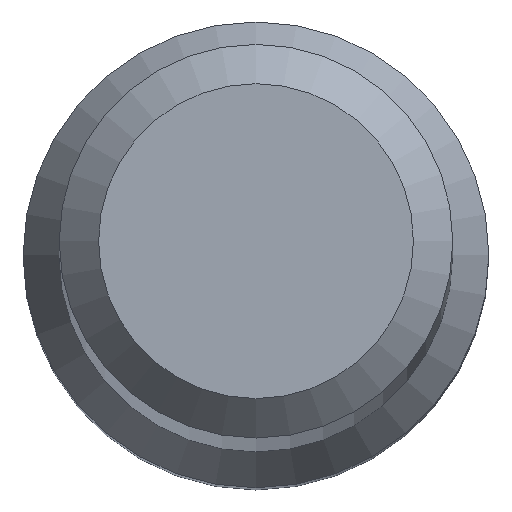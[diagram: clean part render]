
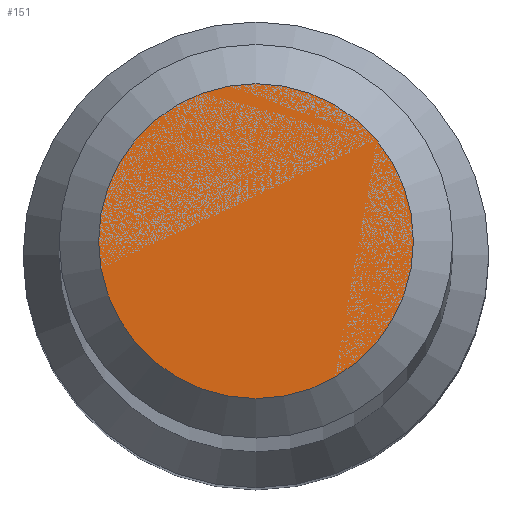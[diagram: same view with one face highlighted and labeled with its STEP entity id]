
A CAD part, top view. The second image highlights one B-rep face of the part: STEP entity #151.
In plain terms, the highlighted planar face has unit normal (0, 0, 1).
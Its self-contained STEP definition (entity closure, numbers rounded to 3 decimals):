
#60 = CIRCLE ( 'NONE', #75, 1.2 ) ;
#75 = AXIS2_PLACEMENT_3D ( 'NONE', #207, #76, #137 ) ;
#76 = DIRECTION ( 'NONE',  ( 0., 0., -1. ) ) ;
#125 = ORIENTED_EDGE ( 'NONE', *, *, #227, .F. ) ;
#128 = EDGE_LOOP ( 'NONE', ( #125 ) ) ;
#137 = DIRECTION ( 'NONE',  ( 0., 1., 0. ) ) ;
#140 = VERTEX_POINT ( 'NONE', #232 ) ;
#149 = DIRECTION ( 'NONE',  ( 0., 1., 0. ) ) ;
#151 = ADVANCED_FACE ( 'NONE', ( #188 ), #282, .F. ) ;
#161 = AXIS2_PLACEMENT_3D ( 'NONE', #170, #259, #149 ) ;
#170 = CARTESIAN_POINT ( 'NONE',  ( 0., 0., 70. ) ) ;
#188 = FACE_OUTER_BOUND ( 'NONE', #128, .T. ) ;
#207 = CARTESIAN_POINT ( 'NONE',  ( 0., 0., 70. ) ) ;
#227 = EDGE_CURVE ( 'NONE', #140, #140, #60, .T. ) ;
#232 = CARTESIAN_POINT ( 'NONE',  ( 0., 1.2, 70. ) ) ;
#259 = DIRECTION ( 'NONE',  ( 0., 0., -1. ) ) ;
#282 = PLANE ( 'NONE',  #161 ) ;
